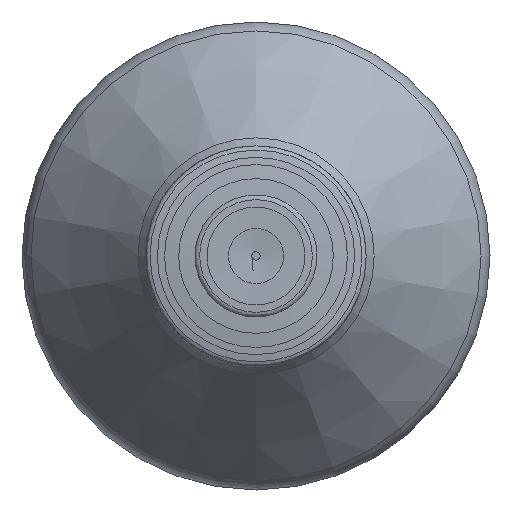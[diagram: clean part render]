
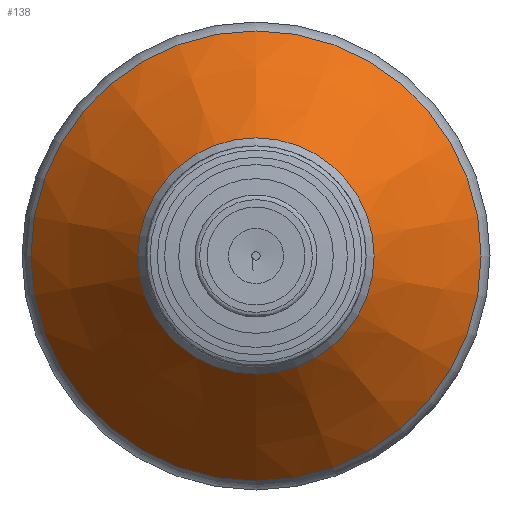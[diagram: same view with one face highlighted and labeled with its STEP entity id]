
A CAD part, left-side view. The second image highlights one B-rep face of the part: STEP entity #138.
In plain terms, the highlighted conical face has half-angle 38.367 degrees and reference radius 16.352 mm.
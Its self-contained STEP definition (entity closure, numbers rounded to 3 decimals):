
#123=CONICAL_SURFACE('',#542,16.352,38.367);
#138=ADVANCED_FACE('',(#196,#197),#123,.T.);
#196=FACE_BOUND('',#269,.T.);
#197=FACE_BOUND('',#270,.T.);
#269=EDGE_LOOP('',(#345));
#270=EDGE_LOOP('',(#346));
#345=ORIENTED_EDGE('',*,*,#447,.T.);
#346=ORIENTED_EDGE('',*,*,#446,.F.);
#408=VERTEX_POINT('',#773);
#409=VERTEX_POINT('',#776);
#446=EDGE_CURVE('',#408,#408,#484,.T.);
#447=EDGE_CURVE('',#409,#409,#485,.T.);
#484=CIRCLE('',#539,16.352);
#485=CIRCLE('',#541,8.58);
#539=AXIS2_PLACEMENT_3D('',#772,#628,#629);
#541=AXIS2_PLACEMENT_3D('',#775,#632,#633);
#542=AXIS2_PLACEMENT_3D('',#777,#634,#635);
#628=DIRECTION('',(1.,0.,0.));
#629=DIRECTION('',(0.,0.,1.));
#632=DIRECTION('',(1.,0.,0.));
#633=DIRECTION('',(0.,0.,1.));
#634=DIRECTION('',(1.,0.,0.));
#635=DIRECTION('',(0.,0.,-1.));
#772=CARTESIAN_POINT('',(48.182,0.,0.));
#773=CARTESIAN_POINT('',(48.182,0.,16.352));
#775=CARTESIAN_POINT('',(38.364,0.,0.));
#776=CARTESIAN_POINT('',(38.364,0.,8.58));
#777=CARTESIAN_POINT('',(48.182,0.,0.));
